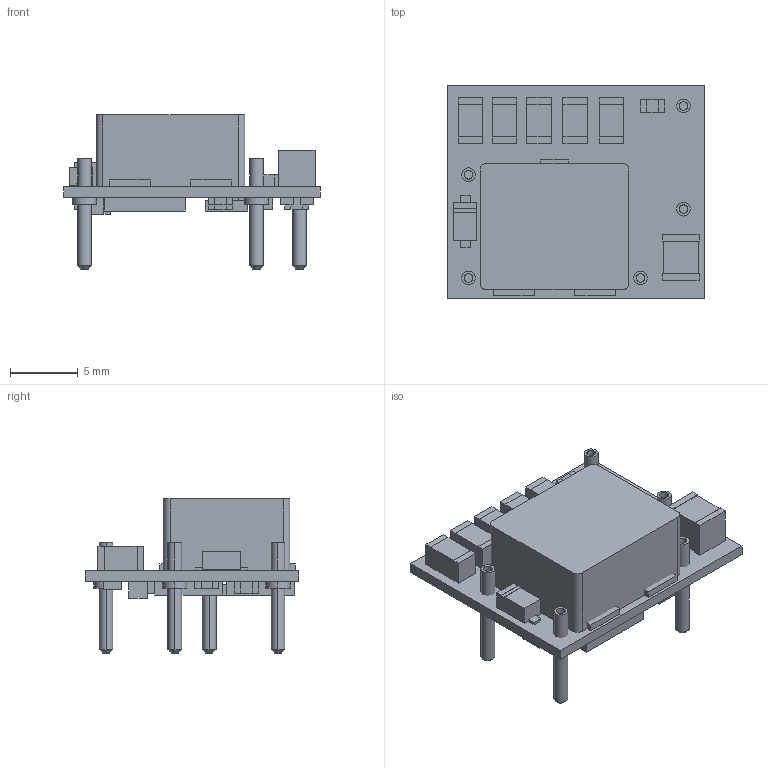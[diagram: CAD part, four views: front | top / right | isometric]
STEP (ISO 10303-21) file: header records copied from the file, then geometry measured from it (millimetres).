
FILE_DESCRIPTION((''),'2;1');
FILE_NAME('PCBM_EDA-02878-V2-1-3D.stp','2015-03-09T13:17:08',(''),(''),'Mechanical Desktop 2011','Mechanical Desktop 2011',', , ');
FILE_SCHEMA(('AUTOMOTIVE_DESIGN { 1 2 10303 214 1 1 1 1 }'));
Length unit declared in the file: millimetre
Products named in the file (1): Product
Bounding box: 18.92 x 15.75 x 11.39 mm (x, y, z)
Volume: 1001.4 mm3; surface area: 1972.4 mm2
Topology: 83 solids, 83 shells, 554 faces, 1100 edges, 730 vertices
Faces by surface type: plane 367, bspline 121, cylinder 56, cone 10
Entity records: 14077 total; most frequent: CARTESIAN_POINT 2748, ORIENTED_EDGE 2200, DIRECTION 2090, EDGE_CURVE 1100, VECTOR 978, LINE 978, VERTEX_POINT 730, EDGE_LOOP 572
